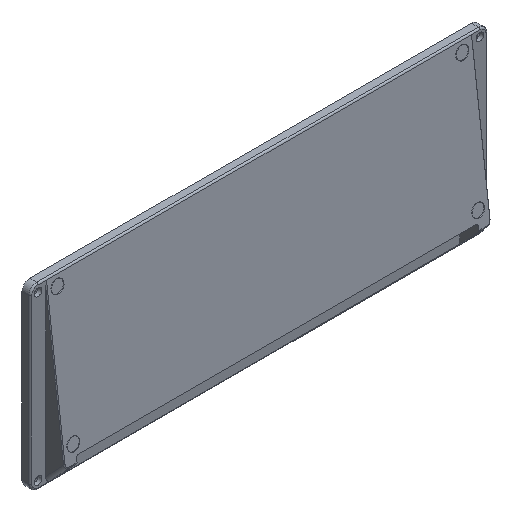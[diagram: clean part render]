
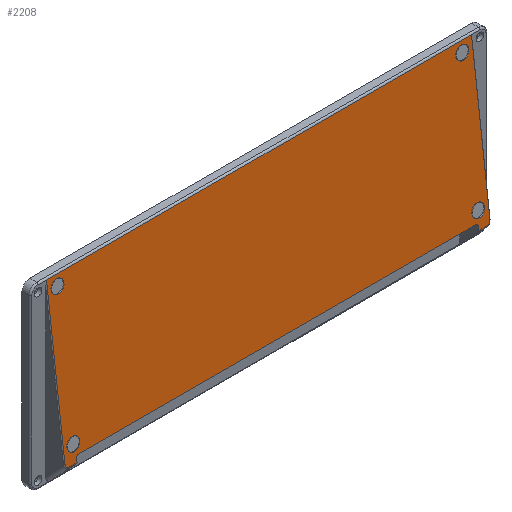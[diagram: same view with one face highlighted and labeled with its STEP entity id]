
A CAD part, isometric view. The second image highlights one B-rep face of the part: STEP entity #2208.
In plain terms, the highlighted planar face has unit normal (0, -0.993, 0.122).
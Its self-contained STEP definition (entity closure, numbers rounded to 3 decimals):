
#19=B_SPLINE_CURVE_WITH_KNOTS('',3,(#3697,#3698,#3699,#3700,#3701,#3702),
 .UNSPECIFIED.,.F.,.F.,(4,1,1,4),(-1.443,-0.824,
-0.412,0.),.UNSPECIFIED.);
#20=B_SPLINE_CURVE_WITH_KNOTS('',3,(#3704,#3705,#3706,#3707,#3708,#3709),
 .UNSPECIFIED.,.F.,.F.,(4,2,4),(0.,0.018,0.037),
 .UNSPECIFIED.);
#21=B_SPLINE_CURVE_WITH_KNOTS('',3,(#3714,#3715,#3716,#3717,#3718,#3719),
 .UNSPECIFIED.,.F.,.F.,(4,2,4),(0.,0.018,0.037),
 .UNSPECIFIED.);
#22=B_SPLINE_CURVE_WITH_KNOTS('',3,(#3721,#3722,#3723,#3724,#3725),
 .UNSPECIFIED.,.F.,.F.,(4,1,4),(0.,0.618,
1.443),.UNSPECIFIED.);
#29=ELLIPSE('',#2446,1.511,1.5);
#30=ELLIPSE('',#2447,1.511,1.5);
#52=FACE_BOUND('',#387,.T.);
#53=FACE_BOUND('',#388,.T.);
#54=FACE_BOUND('',#389,.T.);
#55=FACE_BOUND('',#390,.T.);
#121=PLANE('',#2445);
#235=FACE_OUTER_BOUND('',#386,.T.);
#386=EDGE_LOOP('',(#1917,#1918,#1919,#1920,#1921,#1922,#1923,#1924,#1925,
#1926,#1927,#1928,#1929,#1930));
#387=EDGE_LOOP('',(#1931));
#388=EDGE_LOOP('',(#1932));
#389=EDGE_LOOP('',(#1933));
#390=EDGE_LOOP('',(#1934));
#571=LINE('',#3605,#767);
#580=LINE('',#3647,#776);
#585=LINE('',#3657,#781);
#597=LINE('',#3695,#793);
#598=LINE('',#3710,#794);
#599=LINE('',#3712,#795);
#600=LINE('',#3726,#796);
#601=LINE('',#3730,#797);
#767=VECTOR('',#2946,10.);
#776=VECTOR('',#2995,10.);
#781=VECTOR('',#3002,10.);
#793=VECTOR('',#3040,10.);
#794=VECTOR('',#3041,10.);
#795=VECTOR('',#3042,10.);
#796=VECTOR('',#3043,10.);
#797=VECTOR('',#3046,10.);
#910=CIRCLE('',#2448,4.);
#911=CIRCLE('',#2449,4.);
#912=CIRCLE('',#2450,4.);
#913=CIRCLE('',#2451,4.);
#1063=VERTEX_POINT('',#3602);
#1064=VERTEX_POINT('',#3604);
#1076=VERTEX_POINT('',#3644);
#1077=VERTEX_POINT('',#3646);
#1080=VERTEX_POINT('',#3654);
#1081=VERTEX_POINT('',#3656);
#1094=VERTEX_POINT('',#3694);
#1095=VERTEX_POINT('',#3696);
#1096=VERTEX_POINT('',#3703);
#1097=VERTEX_POINT('',#3711);
#1098=VERTEX_POINT('',#3713);
#1099=VERTEX_POINT('',#3720);
#1100=VERTEX_POINT('',#3727);
#1101=VERTEX_POINT('',#3729);
#1102=VERTEX_POINT('',#3732);
#1103=VERTEX_POINT('',#3734);
#1104=VERTEX_POINT('',#3736);
#1105=VERTEX_POINT('',#3738);
#1336=EDGE_CURVE('',#1064,#1063,#571,.T.);
#1355=EDGE_CURVE('',#1077,#1076,#580,.T.);
#1360=EDGE_CURVE('',#1081,#1080,#585,.T.);
#1379=EDGE_CURVE('',#1094,#1080,#597,.T.);
#1380=EDGE_CURVE('',#1095,#1094,#19,.T.);
#1381=EDGE_CURVE('',#1096,#1095,#20,.T.);
#1382=EDGE_CURVE('',#1064,#1096,#598,.T.);
#1383=EDGE_CURVE('',#1097,#1063,#599,.T.);
#1384=EDGE_CURVE('',#1098,#1097,#21,.T.);
#1385=EDGE_CURVE('',#1099,#1098,#22,.T.);
#1386=EDGE_CURVE('',#1077,#1099,#600,.T.);
#1387=EDGE_CURVE('',#1100,#1076,#29,.T.);
#1388=EDGE_CURVE('',#1100,#1101,#601,.T.);
#1389=EDGE_CURVE('',#1081,#1101,#30,.T.);
#1390=EDGE_CURVE('',#1102,#1102,#910,.T.);
#1391=EDGE_CURVE('',#1103,#1103,#911,.T.);
#1392=EDGE_CURVE('',#1104,#1104,#912,.T.);
#1393=EDGE_CURVE('',#1105,#1105,#913,.T.);
#1917=ORIENTED_EDGE('',*,*,#1360,.T.);
#1918=ORIENTED_EDGE('',*,*,#1379,.F.);
#1919=ORIENTED_EDGE('',*,*,#1380,.F.);
#1920=ORIENTED_EDGE('',*,*,#1381,.F.);
#1921=ORIENTED_EDGE('',*,*,#1382,.F.);
#1922=ORIENTED_EDGE('',*,*,#1336,.T.);
#1923=ORIENTED_EDGE('',*,*,#1383,.F.);
#1924=ORIENTED_EDGE('',*,*,#1384,.F.);
#1925=ORIENTED_EDGE('',*,*,#1385,.F.);
#1926=ORIENTED_EDGE('',*,*,#1386,.F.);
#1927=ORIENTED_EDGE('',*,*,#1355,.T.);
#1928=ORIENTED_EDGE('',*,*,#1387,.F.);
#1929=ORIENTED_EDGE('',*,*,#1388,.T.);
#1930=ORIENTED_EDGE('',*,*,#1389,.F.);
#1931=ORIENTED_EDGE('',*,*,#1390,.T.);
#1932=ORIENTED_EDGE('',*,*,#1391,.T.);
#1933=ORIENTED_EDGE('',*,*,#1392,.T.);
#1934=ORIENTED_EDGE('',*,*,#1393,.T.);
#2208=ADVANCED_FACE('',(#235,#52,#53,#54,#55),#121,.T.);
#2445=AXIS2_PLACEMENT_3D('',#3693,#3038,#3039);
#2446=AXIS2_PLACEMENT_3D('',#3728,#3044,#3045);
#2447=AXIS2_PLACEMENT_3D('',#3731,#3047,#3048);
#2448=AXIS2_PLACEMENT_3D('',#3733,#3049,#3050);
#2449=AXIS2_PLACEMENT_3D('',#3735,#3051,#3052);
#2450=AXIS2_PLACEMENT_3D('',#3737,#3053,#3054);
#2451=AXIS2_PLACEMENT_3D('',#3739,#3055,#3056);
#2946=DIRECTION('',(-1.,0.,0.));
#2995=DIRECTION('',(0.,0.122,0.993));
#3002=DIRECTION('',(0.,-0.122,-0.993));
#3038=DIRECTION('center_axis',(0.,-0.993,0.122));
#3039=DIRECTION('ref_axis',(0.,0.122,0.993));
#3040=DIRECTION('',(-1.,0.,0.));
#3041=DIRECTION('',(0.,-0.122,-0.993));
#3042=DIRECTION('',(0.,0.122,0.993));
#3043=DIRECTION('',(-1.,0.,0.));
#3044=DIRECTION('center_axis',(0.,-0.993,0.122));
#3045=DIRECTION('ref_axis',(0.,0.122,0.993));
#3046=DIRECTION('',(1.,0.,0.));
#3047=DIRECTION('center_axis',(0.,-0.993,0.122));
#3048=DIRECTION('ref_axis',(0.,0.122,0.993));
#3049=DIRECTION('center_axis',(0.,0.993,-0.122));
#3050=DIRECTION('ref_axis',(1.,0.,0.));
#3051=DIRECTION('center_axis',(0.,0.993,-0.122));
#3052=DIRECTION('ref_axis',(1.,0.,0.));
#3053=DIRECTION('center_axis',(0.,0.993,-0.122));
#3054=DIRECTION('ref_axis',(1.,0.,0.));
#3055=DIRECTION('center_axis',(0.,0.993,-0.122));
#3056=DIRECTION('ref_axis',(1.,0.,0.));
#3602=CARTESIAN_POINT('',(-137.625,-13.,56.875));
#3604=CARTESIAN_POINT('',(137.625,-13.,56.875));
#3605=CARTESIAN_POINT('',(148.125,-13.,56.875));
#3644=CARTESIAN_POINT('',(-130.125,-25.002,-40.875));
#3646=CARTESIAN_POINT('',(-130.125,-25.281,-43.144));
#3647=CARTESIAN_POINT('',(-130.125,-24.992,-40.793));
#3654=CARTESIAN_POINT('',(130.125,-25.281,-43.144));
#3656=CARTESIAN_POINT('',(130.125,-25.002,-40.875));
#3657=CARTESIAN_POINT('',(130.125,-27.109,-58.033));
#3693=CARTESIAN_POINT('Origin',(148.125,-25.342,-43.64));
#3694=CARTESIAN_POINT('',(135.625,-25.281,-43.144));
#3695=CARTESIAN_POINT('',(148.125,-25.281,-43.144));
#3696=CARTESIAN_POINT('',(137.607,-24.989,-40.766));
#3697=CARTESIAN_POINT('Ctrl Pts',(137.607,-24.989,-40.766));
#3698=CARTESIAN_POINT('Ctrl Pts',(137.549,-25.06,-41.35));
#3699=CARTESIAN_POINT('Ctrl Pts',(137.208,-25.174,-42.271));
#3700=CARTESIAN_POINT('Ctrl Pts',(136.389,-25.264,-43.01));
#3701=CARTESIAN_POINT('Ctrl Pts',(135.879,-25.281,-43.144));
#3702=CARTESIAN_POINT('Ctrl Pts',(135.625,-25.281,-43.144));
#3703=CARTESIAN_POINT('',(137.625,-24.944,-40.401));
#3704=CARTESIAN_POINT('Ctrl Pts',(137.625,-24.944,-40.401));
#3705=CARTESIAN_POINT('Ctrl Pts',(137.625,-24.951,-40.462));
#3706=CARTESIAN_POINT('Ctrl Pts',(137.623,-24.959,-40.523));
#3707=CARTESIAN_POINT('Ctrl Pts',(137.617,-24.974,-40.645));
#3708=CARTESIAN_POINT('Ctrl Pts',(137.613,-24.981,-40.706));
#3709=CARTESIAN_POINT('Ctrl Pts',(137.607,-24.989,-40.766));
#3710=CARTESIAN_POINT('',(137.625,-22.657,-21.771));
#3711=CARTESIAN_POINT('',(-137.625,-24.944,-40.401));
#3712=CARTESIAN_POINT('',(-137.625,-22.657,-21.771));
#3713=CARTESIAN_POINT('',(-137.607,-24.989,-40.766));
#3714=CARTESIAN_POINT('Ctrl Pts',(-137.607,-24.989,-40.766));
#3715=CARTESIAN_POINT('Ctrl Pts',(-137.613,-24.981,-40.706));
#3716=CARTESIAN_POINT('Ctrl Pts',(-137.617,-24.974,-40.645));
#3717=CARTESIAN_POINT('Ctrl Pts',(-137.623,-24.959,-40.523));
#3718=CARTESIAN_POINT('Ctrl Pts',(-137.625,-24.951,-40.462));
#3719=CARTESIAN_POINT('Ctrl Pts',(-137.625,-24.944,-40.401));
#3720=CARTESIAN_POINT('',(-135.625,-25.281,-43.144));
#3721=CARTESIAN_POINT('Ctrl Pts',(-135.625,-25.281,-43.144));
#3722=CARTESIAN_POINT('Ctrl Pts',(-136.006,-25.281,-43.144));
#3723=CARTESIAN_POINT('Ctrl Pts',(-136.924,-25.237,-42.791));
#3724=CARTESIAN_POINT('Ctrl Pts',(-137.53,-25.084,-41.544));
#3725=CARTESIAN_POINT('Ctrl Pts',(-137.607,-24.989,-40.766));
#3726=CARTESIAN_POINT('',(148.125,-25.281,-43.144));
#3727=CARTESIAN_POINT('',(-128.625,-24.818,-39.375));
#3728=CARTESIAN_POINT('Origin',(-128.625,-25.002,-40.875));
#3729=CARTESIAN_POINT('',(128.625,-24.818,-39.375));
#3730=CARTESIAN_POINT('',(139.125,-24.818,-39.375));
#3731=CARTESIAN_POINT('Origin',(128.625,-25.002,-40.875));
#3732=CARTESIAN_POINT('',(-135.125,-24.026,-32.923));
#3733=CARTESIAN_POINT('Origin',(-131.125,-24.026,-32.923));
#3734=CARTESIAN_POINT('',(127.125,-24.026,-32.923));
#3735=CARTESIAN_POINT('Origin',(131.125,-24.026,-32.923));
#3736=CARTESIAN_POINT('',(-135.125,-13.792,50.423));
#3737=CARTESIAN_POINT('Origin',(-131.125,-13.792,50.423));
#3738=CARTESIAN_POINT('',(127.125,-13.792,50.423));
#3739=CARTESIAN_POINT('Origin',(131.125,-13.792,50.423));
